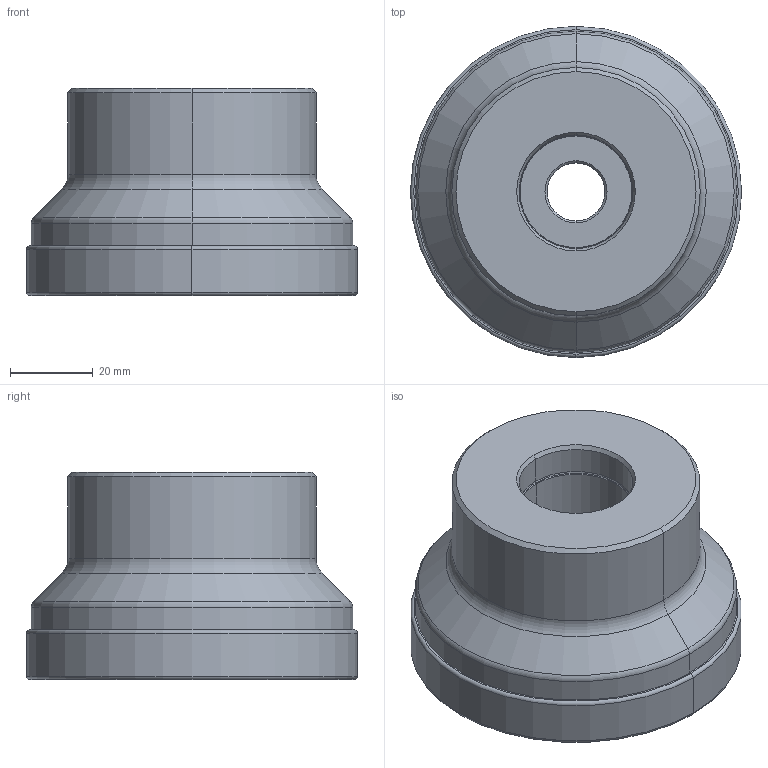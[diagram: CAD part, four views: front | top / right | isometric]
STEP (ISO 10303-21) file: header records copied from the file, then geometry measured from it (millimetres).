
FILE_DESCRIPTION((''),'2;1');
FILE_NAME('DEX','2022-11-11T09:47:23',('bernerhp'),(''),'CREO PARAMETRIC BY PTC INC, 2021184','CREO PARAMETRIC BY PTC INC, 2021184','');
FILE_SCHEMA(('AP242_MANAGED_MODEL_BASED_3D_ENGINEERING_MIM_LF { 1 0 10303 442 1 1 4 }'));
Length unit declared in the file: millimetre
Products named in the file (1): DEX
Bounding box: 80 x 80 x 50 mm (x, y, z)
Volume: 163435.8 mm3; surface area: 22545.4 mm2
Topology: 1 solids, 1 shells, 50 faces, 104 edges, 61 vertices
Faces by surface type: cylinder 16, cone 14, torus 14, plane 6
Entity records: 1866 total; most frequent: DIRECTION 290, CARTESIAN_POINT 219, ORIENTED_EDGE 200, AXIS2_PLACEMENT_3D 129, PRESENTATION_STYLE_ASSIGNMENT 115, STYLED_ITEM 108, CURVE_STYLE 107, EDGE_CURVE 100
